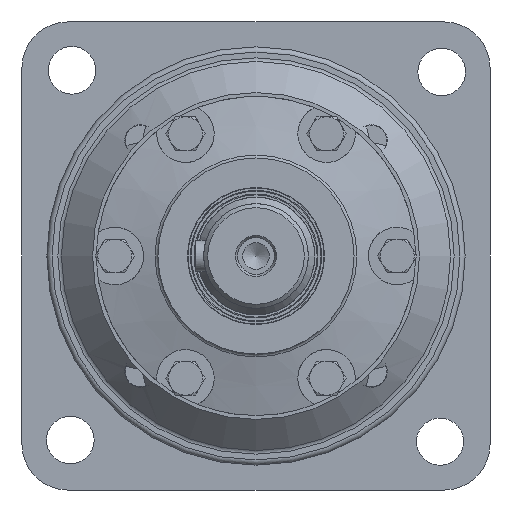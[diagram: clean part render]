
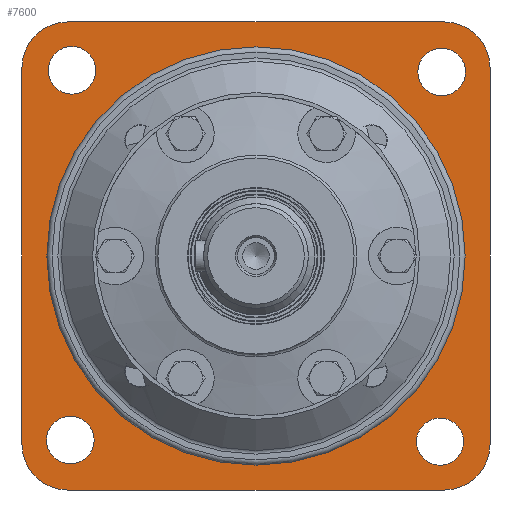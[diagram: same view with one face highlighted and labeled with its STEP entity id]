
A CAD part, left-side view. The second image highlights one B-rep face of the part: STEP entity #7600.
In plain terms, the highlighted planar face has unit normal (-1, 0, 0).
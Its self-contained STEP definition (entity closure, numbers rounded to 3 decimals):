
#876=LINE('',#13034,#1349);
#880=LINE('',#13046,#1353);
#884=LINE('',#13058,#1357);
#888=LINE('',#13070,#1361);
#1349=VECTOR('',#10443,1000.);
#1353=VECTOR('',#10455,1000.);
#1357=VECTOR('',#10467,1000.);
#1361=VECTOR('',#10479,1000.);
#2854=ORIENTED_EDGE('',*,*,#4161,.T.);
#2855=ORIENTED_EDGE('',*,*,#4239,.T.);
#2856=ORIENTED_EDGE('',*,*,#4237,.T.);
#2857=ORIENTED_EDGE('',*,*,#4235,.T.);
#2858=ORIENTED_EDGE('',*,*,#4233,.T.);
#2859=ORIENTED_EDGE('',*,*,#4213,.F.);
#2860=ORIENTED_EDGE('',*,*,#4242,.F.);
#2861=ORIENTED_EDGE('',*,*,#4231,.F.);
#2862=ORIENTED_EDGE('',*,*,#4228,.F.);
#2863=ORIENTED_EDGE('',*,*,#4225,.F.);
#2864=ORIENTED_EDGE('',*,*,#4222,.F.);
#2865=ORIENTED_EDGE('',*,*,#4219,.F.);
#2866=ORIENTED_EDGE('',*,*,#4216,.F.);
#4161=EDGE_CURVE('',#4980,#4980,#5420,.T.);
#4213=EDGE_CURVE('',#5026,#5027,#876,.T.);
#4216=EDGE_CURVE('',#5027,#5029,#5453,.T.);
#4219=EDGE_CURVE('',#5029,#5031,#880,.T.);
#4222=EDGE_CURVE('',#5031,#5033,#5455,.T.);
#4225=EDGE_CURVE('',#5033,#5035,#884,.T.);
#4228=EDGE_CURVE('',#5035,#5037,#5457,.T.);
#4231=EDGE_CURVE('',#5037,#5039,#888,.T.);
#4233=EDGE_CURVE('',#5040,#5040,#5458,.T.);
#4235=EDGE_CURVE('',#5042,#5042,#5460,.T.);
#4237=EDGE_CURVE('',#5044,#5044,#5462,.T.);
#4239=EDGE_CURVE('',#5046,#5046,#5464,.T.);
#4242=EDGE_CURVE('',#5039,#5026,#5467,.T.);
#4980=VERTEX_POINT('',#12852);
#5026=VERTEX_POINT('',#13033);
#5027=VERTEX_POINT('',#13035);
#5029=VERTEX_POINT('',#13041);
#5031=VERTEX_POINT('',#13047);
#5033=VERTEX_POINT('',#13053);
#5035=VERTEX_POINT('',#13059);
#5037=VERTEX_POINT('',#13065);
#5039=VERTEX_POINT('',#13071);
#5040=VERTEX_POINT('',#13075);
#5042=VERTEX_POINT('',#13080);
#5044=VERTEX_POINT('',#13085);
#5046=VERTEX_POINT('',#13090);
#5420=CIRCLE('',#8405,80.);
#5453=CIRCLE('',#8461,17.5);
#5455=CIRCLE('',#8465,17.5);
#5457=CIRCLE('',#8469,17.5);
#5458=CIRCLE('',#8472,9.01);
#5460=CIRCLE('',#8475,9.1);
#5462=CIRCLE('',#8478,9.1);
#5464=CIRCLE('',#8481,9.1);
#5467=CIRCLE('',#8485,17.5);
#6061=EDGE_LOOP('',(#2854));
#6062=EDGE_LOOP('',(#2855));
#6063=EDGE_LOOP('',(#2856));
#6064=EDGE_LOOP('',(#2857));
#6065=EDGE_LOOP('',(#2858));
#6066=EDGE_LOOP('',(#2859,#2860,#2861,#2862,#2863,#2864,#2865,#2866));
#6780=FACE_BOUND('',#6061,.T.);
#6781=FACE_BOUND('',#6062,.T.);
#6782=FACE_BOUND('',#6063,.T.);
#6783=FACE_BOUND('',#6064,.T.);
#6784=FACE_BOUND('',#6065,.T.);
#6785=FACE_BOUND('',#6066,.T.);
#7175=PLANE('',#8486);
#7600=ADVANCED_FACE('',(#6780,#6781,#6782,#6783,#6784,#6785),#7175,.F.);
#8405=AXIS2_PLACEMENT_3D('',#12851,#10321,#10322);
#8461=AXIS2_PLACEMENT_3D('',#13040,#10449,#10450);
#8465=AXIS2_PLACEMENT_3D('',#13052,#10461,#10462);
#8469=AXIS2_PLACEMENT_3D('',#13064,#10473,#10474);
#8472=AXIS2_PLACEMENT_3D('',#13074,#10483,#10484);
#8475=AXIS2_PLACEMENT_3D('',#13079,#10489,#10490);
#8478=AXIS2_PLACEMENT_3D('',#13084,#10495,#10496);
#8481=AXIS2_PLACEMENT_3D('',#13089,#10501,#10502);
#8485=AXIS2_PLACEMENT_3D('',#13095,#10509,#10510);
#8486=AXIS2_PLACEMENT_3D('',#13096,#10511,#10512);
#10321=DIRECTION('',(1.,0.,0.));
#10322=DIRECTION('',(0.,0.,-1.));
#10443=DIRECTION('',(0.,-1.,0.));
#10449=DIRECTION('',(1.,0.,0.));
#10450=DIRECTION('',(0.,0.,-1.));
#10455=DIRECTION('',(0.,0.,-1.));
#10461=DIRECTION('',(1.,0.,0.));
#10462=DIRECTION('',(0.,0.,-1.));
#10467=DIRECTION('',(0.,1.,0.));
#10473=DIRECTION('',(1.,0.,0.));
#10474=DIRECTION('',(0.,0.,-1.));
#10479=DIRECTION('',(0.,0.,1.));
#10483=DIRECTION('',(1.,0.,0.));
#10484=DIRECTION('',(0.,0.,-1.));
#10489=DIRECTION('',(1.,0.,0.));
#10490=DIRECTION('',(0.,0.,-1.));
#10495=DIRECTION('',(1.,0.,0.));
#10496=DIRECTION('',(0.,0.,-1.));
#10501=DIRECTION('',(1.,0.,0.));
#10502=DIRECTION('',(0.,0.,-1.));
#10509=DIRECTION('',(1.,0.,0.));
#10510=DIRECTION('',(0.,0.,-1.));
#10511=DIRECTION('',(1.,0.,0.));
#10512=DIRECTION('',(0.,0.,-1.));
#12851=CARTESIAN_POINT('',(99.7,0.,0.));
#12852=CARTESIAN_POINT('',(99.7,0.,-80.));
#13033=CARTESIAN_POINT('',(99.7,72.005,89.505));
#13034=CARTESIAN_POINT('',(99.7,72.005,89.505));
#13035=CARTESIAN_POINT('',(99.7,-72.005,89.505));
#13040=CARTESIAN_POINT('',(99.7,-72.005,72.005));
#13041=CARTESIAN_POINT('',(99.7,-89.505,72.005));
#13046=CARTESIAN_POINT('',(99.7,-89.505,72.005));
#13047=CARTESIAN_POINT('',(99.7,-89.505,-72.005));
#13052=CARTESIAN_POINT('',(99.7,-72.005,-72.005));
#13053=CARTESIAN_POINT('',(99.7,-72.005,-89.505));
#13058=CARTESIAN_POINT('',(99.7,-72.005,-89.505));
#13059=CARTESIAN_POINT('',(99.7,72.005,-89.505));
#13064=CARTESIAN_POINT('',(99.7,72.005,-72.005));
#13065=CARTESIAN_POINT('',(99.7,89.505,-72.005));
#13070=CARTESIAN_POINT('',(99.7,89.505,-72.005));
#13071=CARTESIAN_POINT('',(99.7,89.505,72.005));
#13074=CARTESIAN_POINT('',(99.7,-70.4,-71.02));
#13075=CARTESIAN_POINT('',(99.7,-70.4,-80.03));
#13079=CARTESIAN_POINT('',(99.7,71.02,-70.4));
#13080=CARTESIAN_POINT('',(99.7,71.02,-79.5));
#13084=CARTESIAN_POINT('',(99.7,-71.02,70.4));
#13085=CARTESIAN_POINT('',(99.7,-71.02,61.3));
#13089=CARTESIAN_POINT('',(99.7,70.4,71.02));
#13090=CARTESIAN_POINT('',(99.7,70.4,61.92));
#13095=CARTESIAN_POINT('',(99.7,72.005,72.005));
#13096=CARTESIAN_POINT('',(99.7,-72.005,72.005));
